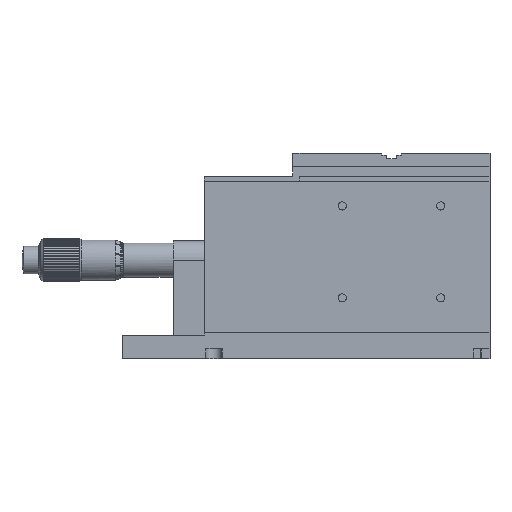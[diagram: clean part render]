
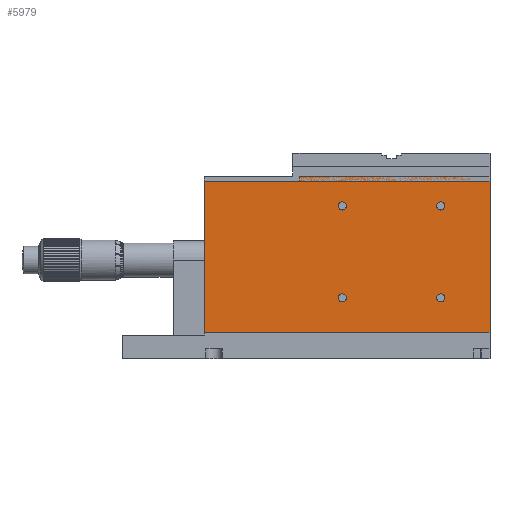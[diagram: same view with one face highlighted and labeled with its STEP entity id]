
A CAD part, left-side view. The second image highlights one B-rep face of the part: STEP entity #5979.
In plain terms, the highlighted planar face has unit normal (-1, 0, 0).
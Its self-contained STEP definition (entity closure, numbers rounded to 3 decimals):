
#137 = ORIENTED_EDGE ( 'NONE', *, *, #46693, .T. ) ;
#255 = VERTEX_POINT ( 'NONE', #31069 ) ;
#549 = VERTEX_POINT ( 'NONE', #26883 ) ;
#1799 = EDGE_CURVE ( 'NONE', #22631, #21444, #9714, .T. ) ;
#1848 = AXIS2_PLACEMENT_3D ( 'NONE', #41059, #17325, #45095 ) ;
#3021 = VERTEX_POINT ( 'NONE', #32639 ) ;
#3068 = ORIENTED_EDGE ( 'NONE', *, *, #1799, .F. ) ;
#3113 = VERTEX_POINT ( 'NONE', #38160 ) ;
#4166 = CARTESIAN_POINT ( 'NONE',  ( -30., 15., 19.75 ) ) ;
#4504 = DIRECTION ( 'NONE',  ( 0., -1., 0. ) ) ;
#5016 = DIRECTION ( 'NONE',  ( 0., 0., 1. ) ) ;
#5137 = CARTESIAN_POINT ( 'NONE',  ( -30., -15., 19.75 ) ) ;
#5696 = ORIENTED_EDGE ( 'NONE', *, *, #41667, .F. ) ;
#5745 = CIRCLE ( 'NONE', #19326, 1.25 ) ;
#5979 = ADVANCED_FACE ( 'NONE', ( #19262, #6920, #37279, #26724, #16227 ), #17287, .F. ) ;
#6138 = EDGE_CURVE ( 'NONE', #33541, #46723, #41631, .T. ) ;
#6401 = CARTESIAN_POINT ( 'NONE',  ( -30., 28., 55.5 ) ) ;
#6920 = FACE_BOUND ( 'NONE', #17005, .T. ) ;
#7053 = EDGE_CURVE ( 'NONE', #255, #27925, #22312, .T. ) ;
#7268 = VECTOR ( 'NONE', #28197, 1000. ) ;
#7863 = CIRCLE ( 'NONE', #44784, 1.25 ) ;
#8761 = ORIENTED_EDGE ( 'NONE', *, *, #7053, .F. ) ;
#8840 = CARTESIAN_POINT ( 'NONE',  ( -30., -15., 45.25 ) ) ;
#8938 = EDGE_LOOP ( 'NONE', ( #50138, #5696 ) ) ;
#8974 = CARTESIAN_POINT ( 'NONE',  ( -30., -15., 46.5 ) ) ;
#9571 = VERTEX_POINT ( 'NONE', #44455 ) ;
#9587 = VERTEX_POINT ( 'NONE', #40232 ) ;
#9714 = CIRCLE ( 'NONE', #30462, 1.25 ) ;
#10727 = CARTESIAN_POINT ( 'NONE',  ( -30., -30., 55.5 ) ) ;
#10891 = CARTESIAN_POINT ( 'NONE',  ( -30., 15., 18.5 ) ) ;
#12261 = AXIS2_PLACEMENT_3D ( 'NONE', #13460, #41204, #17467 ) ;
#12939 = AXIS2_PLACEMENT_3D ( 'NONE', #10891, #38619, #14906 ) ;
#12960 = CIRCLE ( 'NONE', #1848, 1.25 ) ;
#12975 = DIRECTION ( 'NONE',  ( 0., 0., 1. ) ) ;
#13045 = DIRECTION ( 'NONE',  ( 0., 0., 1. ) ) ;
#13218 = DIRECTION ( 'NONE',  ( -1., 0., 0. ) ) ;
#13309 = AXIS2_PLACEMENT_3D ( 'NONE', #51368, #51314, #51251 ) ;
#13460 = CARTESIAN_POINT ( 'NONE',  ( -30., 15., 46.5 ) ) ;
#13537 = CARTESIAN_POINT ( 'NONE',  ( -30., -15., 18.5 ) ) ;
#13835 = CARTESIAN_POINT ( 'NONE',  ( -30., 15., 47.75 ) ) ;
#13882 = LINE ( 'NONE', #16275, #23163 ) ;
#14906 = DIRECTION ( 'NONE',  ( 0., 0., 1. ) ) ;
#14924 = ORIENTED_EDGE ( 'NONE', *, *, #21334, .F. ) ;
#15132 = EDGE_CURVE ( 'NONE', #42754, #3021, #49696, .T. ) ;
#15157 = VERTEX_POINT ( 'NONE', #4166 ) ;
#16044 = CARTESIAN_POINT ( 'NONE',  ( -30., -15., 17.25 ) ) ;
#16046 = VECTOR ( 'NONE', #22647, 1000. ) ;
#16227 = FACE_OUTER_BOUND ( 'NONE', #33109, .T. ) ;
#16275 = CARTESIAN_POINT ( 'NONE',  ( -30., 57., 55.5 ) ) ;
#16286 = CARTESIAN_POINT ( 'NONE',  ( -30., 57., 54. ) ) ;
#16416 = EDGE_LOOP ( 'NONE', ( #8761, #45372 ) ) ;
#16951 = ORIENTED_EDGE ( 'NONE', *, *, #44696, .F. ) ;
#17005 = EDGE_LOOP ( 'NONE', ( #16951, #3068 ) ) ;
#17065 = ORIENTED_EDGE ( 'NONE', *, *, #41880, .F. ) ;
#17287 = PLANE ( 'NONE',  #51542 ) ;
#17289 = CIRCLE ( 'NONE', #12261, 1.25 ) ;
#17325 = DIRECTION ( 'NONE',  ( -1., 0., 0. ) ) ;
#17467 = DIRECTION ( 'NONE',  ( 0., 0., 1. ) ) ;
#18394 = ORIENTED_EDGE ( 'NONE', *, *, #44396, .F. ) ;
#18500 = DIRECTION ( 'NONE',  ( -1., 0., 0. ) ) ;
#19262 = FACE_BOUND ( 'NONE', #28185, .T. ) ;
#19326 = AXIS2_PLACEMENT_3D ( 'NONE', #8974, #36689, #12975 ) ;
#20101 = CIRCLE ( 'NONE', #12939, 1.25 ) ;
#20764 = VECTOR ( 'NONE', #4504, 1000. ) ;
#21153 = ORIENTED_EDGE ( 'NONE', *, *, #15132, .F. ) ;
#21334 = EDGE_CURVE ( 'NONE', #3021, #9587, #13882, .T. ) ;
#21444 = VERTEX_POINT ( 'NONE', #5137 ) ;
#22312 = CIRCLE ( 'NONE', #24589, 1.25 ) ;
#22631 = VERTEX_POINT ( 'NONE', #16044 ) ;
#22647 = DIRECTION ( 'NONE',  ( 0., 0., -1. ) ) ;
#23163 = VECTOR ( 'NONE', #36009, 1000. ) ;
#23227 = VERTEX_POINT ( 'NONE', #25296 ) ;
#24265 = CARTESIAN_POINT ( 'NONE',  ( -30., 57., 8. ) ) ;
#24589 = AXIS2_PLACEMENT_3D ( 'NONE', #26154, #26044, #26034 ) ;
#25296 = CARTESIAN_POINT ( 'NONE',  ( -30., -30., 8. ) ) ;
#25399 = CARTESIAN_POINT ( 'NONE',  ( -30., 57., 55.5 ) ) ;
#25701 = CARTESIAN_POINT ( 'NONE',  ( -30., 57., 55.5 ) ) ;
#26034 = DIRECTION ( 'NONE',  ( 0., 0., 1. ) ) ;
#26044 = DIRECTION ( 'NONE',  ( -1., 0., 0. ) ) ;
#26154 = CARTESIAN_POINT ( 'NONE',  ( -30., -15., 46.5 ) ) ;
#26258 = VECTOR ( 'NONE', #37389, 1000. ) ;
#26537 = LINE ( 'NONE', #10727, #16046 ) ;
#26724 = FACE_BOUND ( 'NONE', #8938, .T. ) ;
#26883 = CARTESIAN_POINT ( 'NONE',  ( -30., 57., 54. ) ) ;
#27925 = VERTEX_POINT ( 'NONE', #8840 ) ;
#28185 = EDGE_LOOP ( 'NONE', ( #36630, #28534 ) ) ;
#28197 = DIRECTION ( 'NONE',  ( 0., -1., 0. ) ) ;
#28534 = ORIENTED_EDGE ( 'NONE', *, *, #6138, .F. ) ;
#29038 = DIRECTION ( 'NONE',  ( 1., 0., 0. ) ) ;
#29540 = DIRECTION ( 'NONE',  ( 0., 1., 0. ) ) ;
#30462 = AXIS2_PLACEMENT_3D ( 'NONE', #13537, #13218, #13045 ) ;
#31069 = CARTESIAN_POINT ( 'NONE',  ( -30., -15., 47.75 ) ) ;
#31318 = LINE ( 'NONE', #24265, #20764 ) ;
#32639 = CARTESIAN_POINT ( 'NONE',  ( -30., 28., 55.5 ) ) ;
#33109 = EDGE_LOOP ( 'NONE', ( #18394, #137, #33435, #17065, #14924, #21153 ) ) ;
#33435 = ORIENTED_EDGE ( 'NONE', *, *, #45808, .T. ) ;
#33541 = VERTEX_POINT ( 'NONE', #48707 ) ;
#36009 = DIRECTION ( 'NONE',  ( 0., -1., 0. ) ) ;
#36630 = ORIENTED_EDGE ( 'NONE', *, *, #42930, .F. ) ;
#36689 = DIRECTION ( 'NONE',  ( -1., 0., 0. ) ) ;
#37279 = FACE_BOUND ( 'NONE', #16416, .T. ) ;
#37389 = DIRECTION ( 'NONE',  ( 0., 0., -1. ) ) ;
#38160 = CARTESIAN_POINT ( 'NONE',  ( -30., 57., 8. ) ) ;
#38619 = DIRECTION ( 'NONE',  ( -1., 0., 0. ) ) ;
#39093 = VECTOR ( 'NONE', #5016, 1000. ) ;
#39836 = CARTESIAN_POINT ( 'NONE',  ( -30., 28., 54. ) ) ;
#40116 = LINE ( 'NONE', #16286, #7268 ) ;
#40232 = CARTESIAN_POINT ( 'NONE',  ( -30., -30., 55.5 ) ) ;
#41059 = CARTESIAN_POINT ( 'NONE',  ( -30., 15., 18.5 ) ) ;
#41204 = DIRECTION ( 'NONE',  ( -1., 0., 0. ) ) ;
#41631 = CIRCLE ( 'NONE', #13309, 1.25 ) ;
#41667 = EDGE_CURVE ( 'NONE', #9571, #15157, #12960, .T. ) ;
#41880 = EDGE_CURVE ( 'NONE', #9587, #23227, #26537, .T. ) ;
#42258 = CARTESIAN_POINT ( 'NONE',  ( -30., -15., 18.5 ) ) ;
#42754 = VERTEX_POINT ( 'NONE', #39836 ) ;
#42930 = EDGE_CURVE ( 'NONE', #46723, #33541, #17289, .T. ) ;
#44396 = EDGE_CURVE ( 'NONE', #549, #42754, #40116, .T. ) ;
#44455 = CARTESIAN_POINT ( 'NONE',  ( -30., 15., 17.25 ) ) ;
#44696 = EDGE_CURVE ( 'NONE', #21444, #22631, #7863, .T. ) ;
#44784 = AXIS2_PLACEMENT_3D ( 'NONE', #42258, #18500, #46262 ) ;
#45095 = DIRECTION ( 'NONE',  ( 0., 0., 1. ) ) ;
#45372 = ORIENTED_EDGE ( 'NONE', *, *, #49392, .F. ) ;
#45808 = EDGE_CURVE ( 'NONE', #3113, #23227, #31318, .T. ) ;
#46262 = DIRECTION ( 'NONE',  ( 0., 0., 1. ) ) ;
#46693 = EDGE_CURVE ( 'NONE', #549, #3113, #47470, .T. ) ;
#46723 = VERTEX_POINT ( 'NONE', #13835 ) ;
#46890 = EDGE_CURVE ( 'NONE', #15157, #9571, #20101, .T. ) ;
#47470 = LINE ( 'NONE', #25399, #26258 ) ;
#48707 = CARTESIAN_POINT ( 'NONE',  ( -30., 15., 45.25 ) ) ;
#49392 = EDGE_CURVE ( 'NONE', #27925, #255, #5745, .T. ) ;
#49696 = LINE ( 'NONE', #6401, #39093 ) ;
#50138 = ORIENTED_EDGE ( 'NONE', *, *, #46890, .F. ) ;
#51251 = DIRECTION ( 'NONE',  ( 0., 0., 1. ) ) ;
#51314 = DIRECTION ( 'NONE',  ( -1., 0., 0. ) ) ;
#51368 = CARTESIAN_POINT ( 'NONE',  ( -30., 15., 46.5 ) ) ;
#51542 = AXIS2_PLACEMENT_3D ( 'NONE', #25701, #29038, #29540 ) ;
